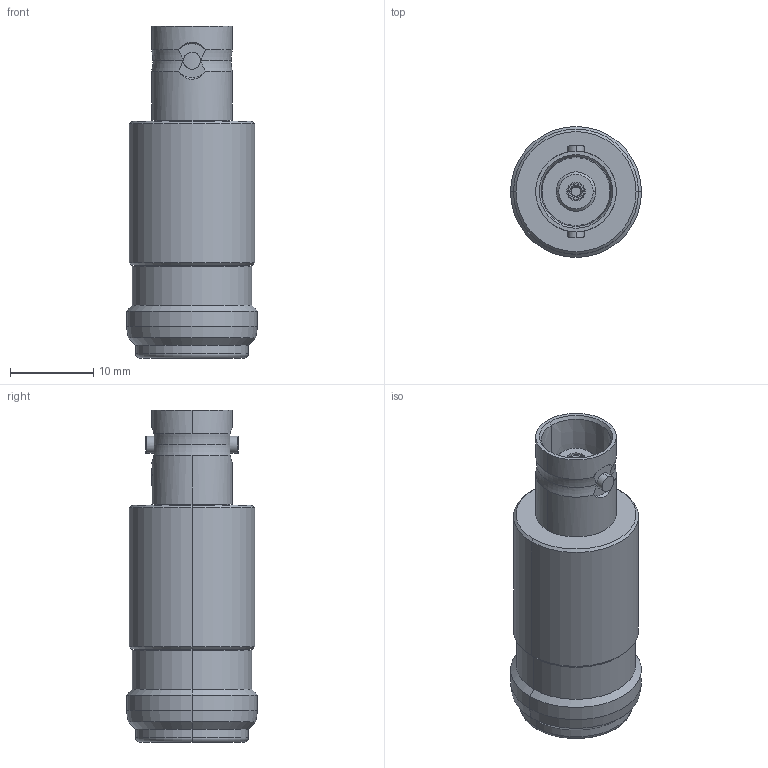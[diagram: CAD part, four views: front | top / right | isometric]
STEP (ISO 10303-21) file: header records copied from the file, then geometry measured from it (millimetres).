
FILE_DESCRIPTION (( 'STEP AP214' ), '1' );
FILE_NAME ('J01008A0088.STEP', '2018-11-19T10:05:03', ( '' ), ( '' ), 'SwSTEP 2.0', 'SolidWorks 2017', '' );
FILE_SCHEMA (( 'AUTOMOTIVE_DESIGN' ));
Length unit declared in the file: millimetre
Products named in the file (1): J01008A0088
Bounding box: 15.7 x 15.7 x 39.8 mm (x, y, z)
Volume: 5172.1 mm3; surface area: 2536.2 mm2
Topology: 1 solids, 1 shells, 166 faces, 399 edges, 257 vertices
Faces by surface type: plane 60, cylinder 54, cone 36, torus 16
Entity records: 6843 total; most frequent: CARTESIAN_POINT 1251, ORIENTED_EDGE 798, DIRECTION 780, EDGE_CURVE 399, AXIS2_PLACEMENT_3D 312, VERTEX_POINT 257, EDGE_LOOP 188, FACE_OUTER_BOUND 166
